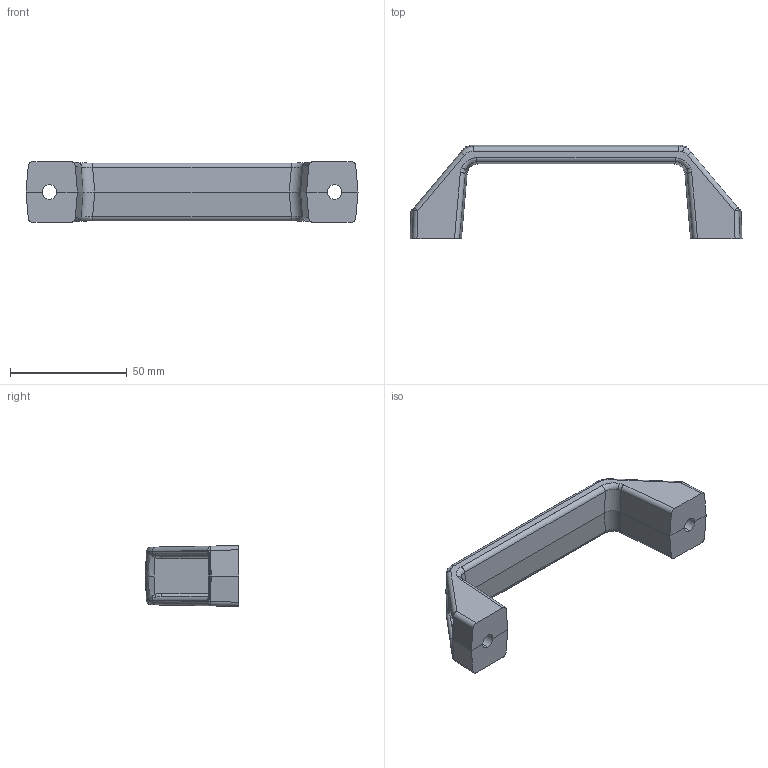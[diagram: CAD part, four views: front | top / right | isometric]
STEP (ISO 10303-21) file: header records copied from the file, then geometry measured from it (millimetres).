
FILE_DESCRIPTION(('STEP AP214'),'1');
FILE_NAME('fath_092001.stp','2017-04-18T08:04:26',('TraceParts'),('TraceParts S.A.'),'Spatial InterOp 3D',' ',' ');
FILE_SCHEMA(('automotive_design'));
Length unit declared in the file: millimetre
Products named in the file (1): fath_092001
Bounding box: 142 x 40 x 26 mm (x, y, z)
Volume: 35297 mm3; surface area: 14411.3 mm2
Topology: 1 solids, 1 shells, 176 faces, 424 edges, 244 vertices
Faces by surface type: cylinder 64, bspline 62, plane 46, sphere 4
Entity records: 7367 total; most frequent: CARTESIAN_POINT 2433, ORIENTED_EDGE 832, DIRECTION 626, EDGE_CURVE 416, VERTEX_POINT 244, AXIS2_PLACEMENT_3D 229, EDGE_LOOP 182, STYLED_ITEM 177
